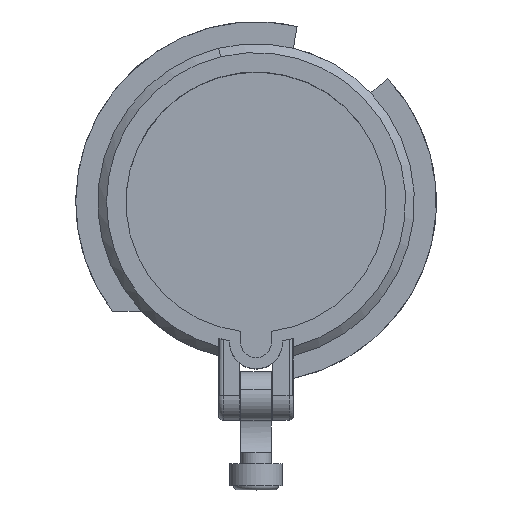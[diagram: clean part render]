
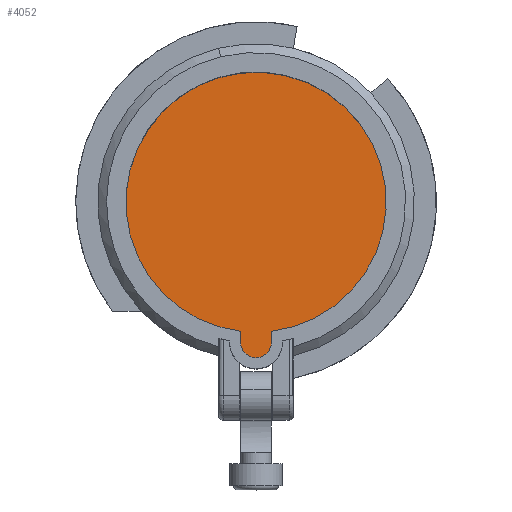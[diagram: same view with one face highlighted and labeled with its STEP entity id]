
A CAD part, top view. The second image highlights one B-rep face of the part: STEP entity #4052.
In plain terms, the highlighted planar face has unit normal (0, 0, 1).
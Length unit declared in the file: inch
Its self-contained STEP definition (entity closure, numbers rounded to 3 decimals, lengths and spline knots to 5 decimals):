
#66 = DIRECTION ( 'NONE',  ( 1., 0., 0. ) ) ;
#96 = VECTOR ( 'NONE', #781, 39.37008 ) ;
#139 = EDGE_CURVE ( 'NONE', #4319, #2214, #2461, .T. ) ;
#421 = EDGE_CURVE ( 'NONE', #1400, #4319, #2337, .T. ) ;
#537 = CARTESIAN_POINT ( 'NONE',  ( -0.1378, -1.25394, -1.79134 ) ) ;
#611 = CARTESIAN_POINT ( 'NONE',  ( 0., 0., -1.79134 ) ) ;
#616 = EDGE_CURVE ( 'NONE', #1694, #1035, #3588, .T. ) ;
#773 = DIRECTION ( 'NONE',  ( 0., 0., 1. ) ) ;
#781 = DIRECTION ( 'NONE',  ( 0., 1., 0. ) ) ;
#1035 = VERTEX_POINT ( 'NONE', #4395 ) ;
#1063 = AXIS2_PLACEMENT_3D ( 'NONE', #1749, #3199, #2480 ) ;
#1154 = ORIENTED_EDGE ( 'NONE', *, *, #139, .T. ) ;
#1195 = AXIS2_PLACEMENT_3D ( 'NONE', #4667, #4612, #2074 ) ;
#1400 = VERTEX_POINT ( 'NONE', #4573 ) ;
#1547 = AXIS2_PLACEMENT_3D ( 'NONE', #4030, #773, #66 ) ;
#1694 = VERTEX_POINT ( 'NONE', #4043 ) ;
#1749 = CARTESIAN_POINT ( 'NONE',  ( 0., 0., -1.79134 ) ) ;
#1993 = DIRECTION ( 'NONE',  ( 0., 0., -1. ) ) ;
#2056 = ORIENTED_EDGE ( 'NONE', *, *, #2380, .T. ) ;
#2074 = DIRECTION ( 'NONE',  ( 1., 0., 0. ) ) ;
#2214 = VERTEX_POINT ( 'NONE', #2896 ) ;
#2222 = EDGE_CURVE ( 'NONE', #1035, #1400, #4556, .T. ) ;
#2337 = LINE ( 'NONE', #3792, #3123 ) ;
#2380 = EDGE_CURVE ( 'NONE', #2214, #1694, #2593, .T. ) ;
#2461 = CIRCLE ( 'NONE', #1195, 0.1378 ) ;
#2480 = DIRECTION ( 'NONE',  ( 1., 0., 0. ) ) ;
#2593 = LINE ( 'NONE', #4040, #96 ) ;
#2657 = ORIENTED_EDGE ( 'NONE', *, *, #2222, .T. ) ;
#2718 = ORIENTED_EDGE ( 'NONE', *, *, #616, .T. ) ;
#2896 = CARTESIAN_POINT ( 'NONE',  ( 0.1378, -1.25394, -1.79134 ) ) ;
#3064 = FACE_OUTER_BOUND ( 'NONE', #3652, .T. ) ;
#3123 = VECTOR ( 'NONE', #3379, 39.37008 ) ;
#3199 = DIRECTION ( 'NONE',  ( 0., 0., 1. ) ) ;
#3379 = DIRECTION ( 'NONE',  ( 0., -1., 0. ) ) ;
#3588 = CIRCLE ( 'NONE', #1547, 1.16339 ) ;
#3652 = EDGE_LOOP ( 'NONE', ( #2718, #2657, #4124, #1154, #2056 ) ) ;
#3732 = AXIS2_PLACEMENT_3D ( 'NONE', #611, #1993, #4512 ) ;
#3792 = CARTESIAN_POINT ( 'NONE',  ( -0.1378, -1.25394, -1.79134 ) ) ;
#3862 = PLANE ( 'NONE',  #3732 ) ;
#4030 = CARTESIAN_POINT ( 'NONE',  ( 0., 0., -1.79134 ) ) ;
#4040 = CARTESIAN_POINT ( 'NONE',  ( 0.1378, -1.1552, -1.79134 ) ) ;
#4043 = CARTESIAN_POINT ( 'NONE',  ( 0.1378, -1.1552, -1.79134 ) ) ;
#4052 = ADVANCED_FACE ( 'NONE', ( #3064 ), #3862, .F. ) ;
#4124 = ORIENTED_EDGE ( 'NONE', *, *, #421, .T. ) ;
#4319 = VERTEX_POINT ( 'NONE', #537 ) ;
#4395 = CARTESIAN_POINT ( 'NONE',  ( -0.1378, 1.1552, -1.79134 ) ) ;
#4512 = DIRECTION ( 'NONE',  ( 0., -1., 0. ) ) ;
#4556 = CIRCLE ( 'NONE', #1063, 1.16339 ) ;
#4573 = CARTESIAN_POINT ( 'NONE',  ( -0.1378, -1.1552, -1.79134 ) ) ;
#4612 = DIRECTION ( 'NONE',  ( 0., 0., 1. ) ) ;
#4667 = CARTESIAN_POINT ( 'NONE',  ( 0., -1.25394, -1.79134 ) ) ;
